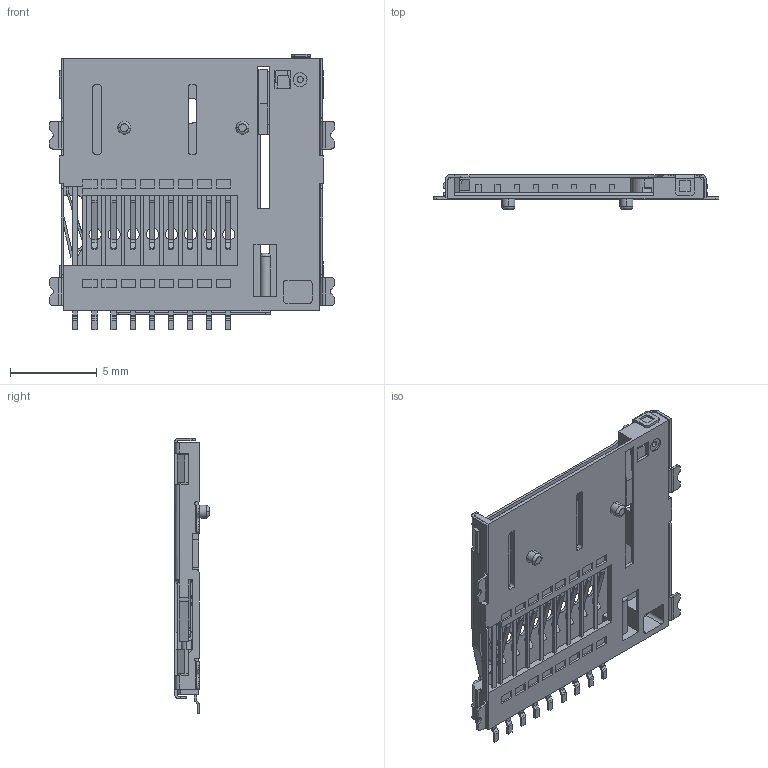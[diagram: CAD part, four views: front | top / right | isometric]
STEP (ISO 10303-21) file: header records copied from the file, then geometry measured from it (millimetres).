
FILE_DESCRIPTION (( 'STEP AP214' ), '1' );
FILE_NAME ('MEM2075-00-140-01-A.STEP', '2024-09-29T20:52:25', ( '' ), ( '' ), 'SwSTEP 2.0', 'SolidWorks 2024', '' );
FILE_SCHEMA (( 'AUTOMOTIVE_DESIGN' ));
Length unit declared in the file: millimetre
Products named in the file (4): MEM2075-00-140-01-A_2; MEM2075-00-140-01-A_1; MEM2075-00-140-01-A
Assembly tree (3 placements, depth 2):
  MEM2075-00-140-01-A
    MEM2075-00-140-01-A
    MEM2075-00-140-01-A_1
    MEM2075-00-140-01-A_2
Bounding box: 16.44 x 1.99 x 15.85 mm (x, y, z)
Volume: 123.3 mm3; surface area: 1057.9 mm2
Topology: 12 solids, 12 shells, 902 faces, 2522 edges, 1673 vertices
Faces by surface type: plane 661, cylinder 229, bspline 12
Entity records: 32777 total; most frequent: CARTESIAN_POINT 5653, ORIENTED_EDGE 5044, DIRECTION 4746, EDGE_CURVE 2522, VECTOR 2022, LINE 2022, VERTEX_POINT 1673, AXIS2_PLACEMENT_3D 1362
